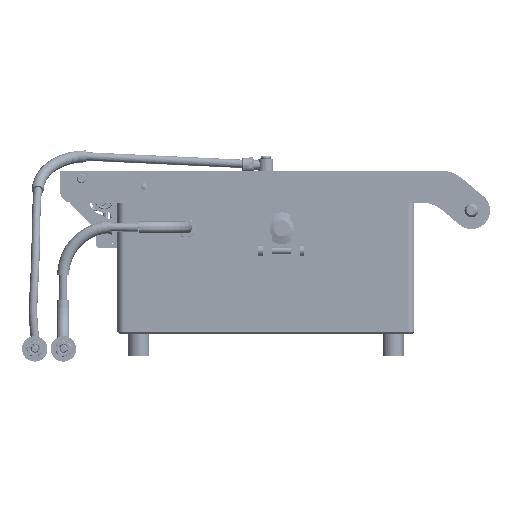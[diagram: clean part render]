
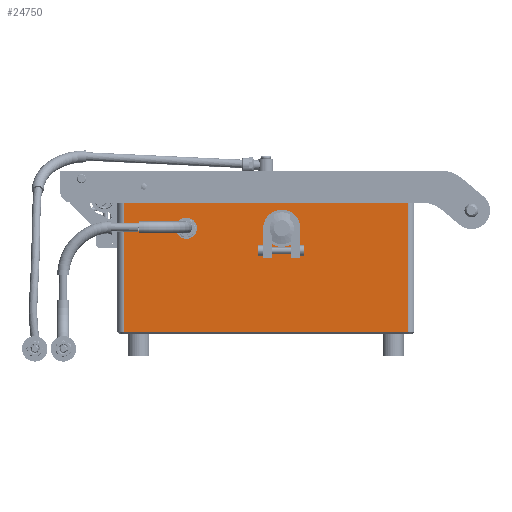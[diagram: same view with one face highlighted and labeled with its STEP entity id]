
A CAD part, left-side view. The second image highlights one B-rep face of the part: STEP entity #24750.
In plain terms, the highlighted planar face has unit normal (-1, 0, 0).
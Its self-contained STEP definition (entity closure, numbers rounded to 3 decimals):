
#10157=LINE('',#146033,#14662);
#10158=LINE('',#146036,#14663);
#10159=LINE('',#146038,#14664);
#10160=LINE('',#146040,#14665);
#14662=VECTOR('',#114074,1.);
#14663=VECTOR('',#114075,1.);
#14664=VECTOR('',#114076,1.);
#14665=VECTOR('',#114077,1.);
#21594=PLANE('',#96459);
#24750=ADVANCED_FACE('',(#33657,#33658,#33659),#21594,.T.);
#33657=FACE_BOUND('',#39354,.T.);
#33658=FACE_BOUND('',#39355,.T.);
#33659=FACE_BOUND('',#39356,.T.);
#39354=EDGE_LOOP('',(#52524));
#39355=EDGE_LOOP('',(#52525));
#39356=EDGE_LOOP('',(#52526,#52527,#52528,#52529));
#52524=ORIENTED_EDGE('',*,*,#77885,.F.);
#52525=ORIENTED_EDGE('',*,*,#77886,.T.);
#52526=ORIENTED_EDGE('',*,*,#77887,.T.);
#52527=ORIENTED_EDGE('',*,*,#77888,.T.);
#52528=ORIENTED_EDGE('',*,*,#77889,.T.);
#52529=ORIENTED_EDGE('',*,*,#77890,.T.);
#68590=VERTEX_POINT('',#146030);
#68591=VERTEX_POINT('',#146032);
#68592=VERTEX_POINT('',#146034);
#68593=VERTEX_POINT('',#146035);
#68594=VERTEX_POINT('',#146037);
#68595=VERTEX_POINT('',#146039);
#77885=EDGE_CURVE('',#68590,#68590,#87512,.T.);
#77886=EDGE_CURVE('',#68591,#68591,#87513,.T.);
#77887=EDGE_CURVE('',#68592,#68593,#10157,.T.);
#77888=EDGE_CURVE('',#68593,#68594,#10158,.T.);
#77889=EDGE_CURVE('',#68594,#68595,#10159,.T.);
#77890=EDGE_CURVE('',#68595,#68592,#10160,.T.);
#87512=CIRCLE('',#96457,10.);
#87513=CIRCLE('',#96458,17.5);
#96457=AXIS2_PLACEMENT_3D('',#146029,#114070,#114071);
#96458=AXIS2_PLACEMENT_3D('',#146031,#114072,#114073);
#96459=AXIS2_PLACEMENT_3D('',#146041,#114078,#114079);
#114070=DIRECTION('',(-1.,0.,0.));
#114071=DIRECTION('',(0.,-1.,0.));
#114072=DIRECTION('',(1.,0.,0.));
#114073=DIRECTION('',(0.,-1.,0.));
#114074=DIRECTION('',(0.,0.,-1.));
#114075=DIRECTION('',(0.,-1.,0.));
#114076=DIRECTION('',(0.,0.,1.));
#114077=DIRECTION('',(0.,1.,0.));
#114078=DIRECTION('',(-1.,0.,0.));
#114079=DIRECTION('',(0.,-1.,0.));
#146029=CARTESIAN_POINT('',(-225.,-65.,-30.));
#146030=CARTESIAN_POINT('',(-225.,-75.,-30.));
#146031=CARTESIAN_POINT('',(-225.,-155.,-30.));
#146032=CARTESIAN_POINT('',(-225.,-172.5,-30.));
#146033=CARTESIAN_POINT('',(-225.,-6.,-130.));
#146034=CARTESIAN_POINT('',(-225.,-6.,-2.));
#146035=CARTESIAN_POINT('',(-225.,-6.,-128.));
#146036=CARTESIAN_POINT('',(-225.,-274.,-128.));
#146037=CARTESIAN_POINT('',(-225.,-274.,-128.));
#146038=CARTESIAN_POINT('',(-225.,-274.,-130.));
#146039=CARTESIAN_POINT('',(-225.,-274.,-2.));
#146040=CARTESIAN_POINT('',(-225.,0.,-2.));
#146041=CARTESIAN_POINT('',(-225.,0.,-130.));
